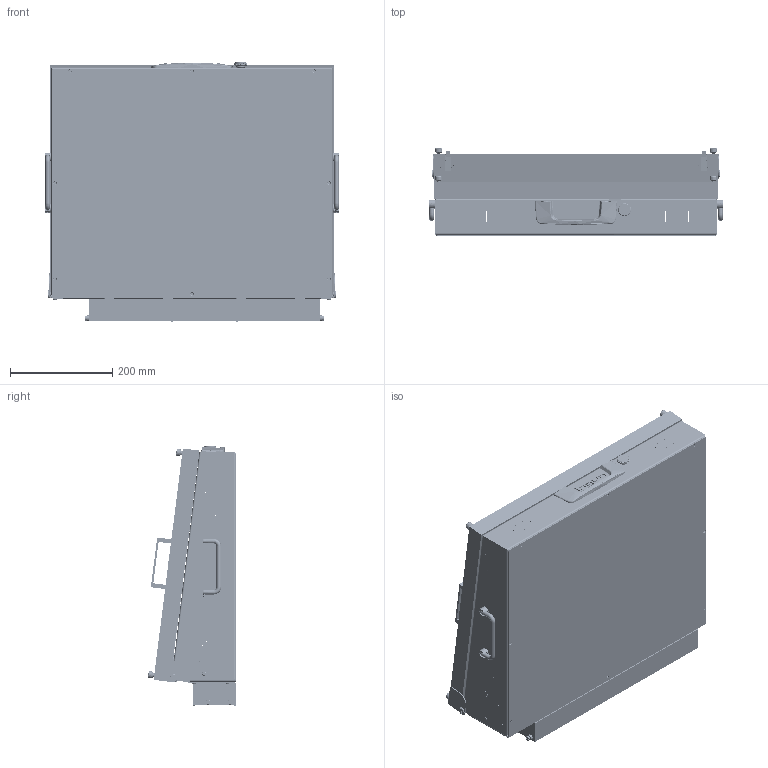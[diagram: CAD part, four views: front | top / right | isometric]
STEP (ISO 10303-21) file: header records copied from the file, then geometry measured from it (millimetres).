
FILE_DESCRIPTION (( 'STEP AP214' ), '1' );
FILE_NAME ('INGUN_114664.STEP', '2025-07-15T14:36:01', ( '' ), ( '' ), 'SwSTEP 2.0', 'SolidWorks 2023', '' );
FILE_SCHEMA (( 'AUTOMOTIVE_DESIGN' ));
Length unit declared in the file: millimetre
Products named in the file (70): 116281~0_S; 114196~0; DIN912~n_M04,0x016; K_02037~0_Standard ohne Dyn Punkt<Standard>; 2196~7; 114196_003~0; 116128~1_S; 32171~1_S; DIN913~n_M03,0x06; 113604~1; ISO7380~n_M04,0x008; DIN7~n_04,0m6x004; 19420~3; 112838~2_S; 49317~0; 116283~0_S; 112026~0_Mitte<S>; ISO7380~n_M03,0x006; 5332~0; ISO7380~n_M03,0x005; 105791~0; 1607~1; 114196_002~0; 115766~1_S; 112992~2_S; 112079~10_S; 112085~11_KUNDE<S>; 42751~1_S; 112078~4_S; 113537~0_S; 114364~0_S; 114607~0_S; DIN125~n_05,3 M05,0 Fase; DIN7991~n_M04,0x012; 11655~0; 113746~5_S; 31788~1_flexibel<Standard>; 11657~0; 112024~0_S; DIN912~n_M04,0x040 ...
Assembly tree (150 placements, depth 5):
  INGUN_114664
    113746~5_S
      113552~3_S
      32171~1_S
      112024~0_S
      112025~4_S
      DIN125~n_04,3 M04,0
      DIN985-A2~n_M04,0
      DIN912~n_M04,0x016
      112026~0_Mitte<S>
      112992~2_S  x2
      49317~0  x2
      ISO7380~n_M03,0x005
      114364~0_S
      114196~0  x2
        114196_001~0
        114196_002~0
        114196_003~0
        114196_004~0_S
      DIN934~n_M04,0 A2
      116832~0_S
        116542~2_S
        DIN913~n_M03,0x06
        114364~0_S
    112085~11_KUNDE<S>
      115766~1_S
        112080~6_S
        Gewindebuchse~n_M04-07,5 offen  x4
        Gewindebuchse~n_M04-05,0 geschlossen  x7
      112078~4_S
      112079~10_S
      100974~1_KUNDE<S>
      105791~0  x4
      ASR~asr_Øi05,2x03xØa10  x12
      112838~2_S  x4
      116128~1_S  x2
      116281~0_S  x2
        116282~0_S
          116283~0_S
          DIN125~n_05,3 M05,0 Fase
          116284~0_S
        49317~0
        ISO7380~n_M04,0x006
      1607~1  x2
      ISO7380~n_M04,0x012  x4
      19420~3
      11657~0
      ISO7380~n_M03,0x006  x8
      2196~7  x2
      DIN7991~n_M04,0x012  x2
      2229~6  x2
      5332~0  x2
      DIN7~n_04,0m6x004  x2
      DIN_6799_-_A2~n_d 5  x4
      42751~1_S
      INFO_4562~3_Typenschild 1010
      11683~0
      DIN985-A2~n_M04,0  x2
      114607~0_S
      11655~0
Bounding box: 574 x 172.62 x 506.63 mm (x, y, z)
Volume: 5677852.7 mm3; surface area: 2611201.5 mm2
Topology: 155 solids, 163 shells, 9435 faces, 22569 edges, 13892 vertices
Faces by surface type: plane 3451, cylinder 2889, bspline 2476, cone 455, torus 150, sphere 14
Entity records: 256587 total; most frequent: CARTESIAN_POINT 130191, ORIENTED_EDGE 28602, DIRECTION 19752, EDGE_CURVE 14301, VERTEX_POINT 8647, AXIS2_PLACEMENT_3D 7292, EDGE_LOOP 6764, ADVANCED_FACE 6062
